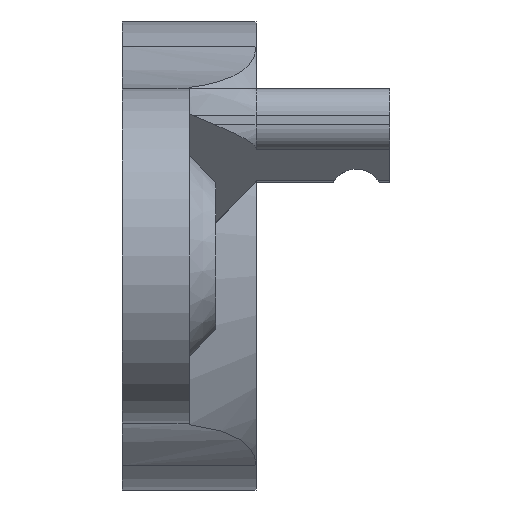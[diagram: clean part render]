
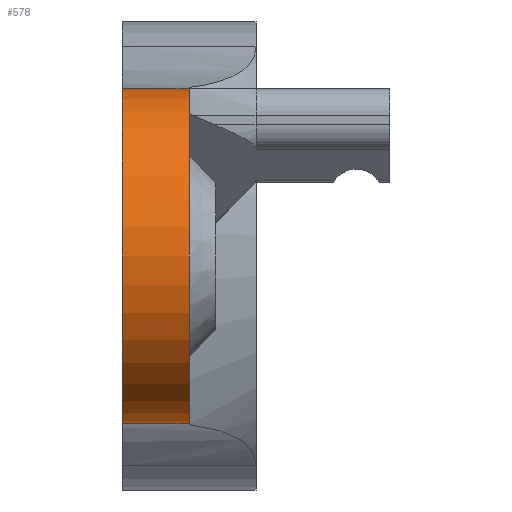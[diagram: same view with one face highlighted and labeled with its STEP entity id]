
A CAD part, left-side view. The second image highlights one B-rep face of the part: STEP entity #578.
In plain terms, the highlighted cylindrical face has radius 12.5 mm (diameter 25 mm), a partial arc.
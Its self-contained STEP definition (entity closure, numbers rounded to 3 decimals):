
#322 = EDGE_LOOP ( 'NONE', ( #1351, #355, #1210, #1199 ) ) ;
#355 = ORIENTED_EDGE ( 'NONE', *, *, #1330, .F. ) ;
#401 = LINE ( 'NONE', #1488, #3751 ) ;
#465 = CARTESIAN_POINT ( 'NONE',  ( -65., 5., 12.5 ) ) ;
#578 = ADVANCED_FACE ( 'NONE', ( #2915 ), #1886, .T. ) ;
#585 = DIRECTION ( 'NONE',  ( 0., 0., -1. ) ) ;
#1155 = DIRECTION ( 'NONE',  ( 0., 1., 0. ) ) ;
#1168 = CARTESIAN_POINT ( 'NONE',  ( -65., 5., -12.5 ) ) ;
#1199 = ORIENTED_EDGE ( 'NONE', *, *, #2312, .T. ) ;
#1210 = ORIENTED_EDGE ( 'NONE', *, *, #2018, .T. ) ;
#1330 = EDGE_CURVE ( 'NONE', #1920, #1562, #401, .T. ) ;
#1351 = ORIENTED_EDGE ( 'NONE', *, *, #1705, .F. ) ;
#1488 = CARTESIAN_POINT ( 'NONE',  ( -65., 5., -12.5 ) ) ;
#1556 = DIRECTION ( 'NONE',  ( 0., 0., 1. ) ) ;
#1562 = VERTEX_POINT ( 'NONE', #3863 ) ;
#1581 = CIRCLE ( 'NONE', #3218, 12.5 ) ;
#1705 = EDGE_CURVE ( 'NONE', #1562, #2449, #3454, .T. ) ;
#1743 = DIRECTION ( 'NONE',  ( 0., 1., 0. ) ) ;
#1886 = CYLINDRICAL_SURFACE ( 'NONE', #3746, 12.5 ) ;
#1920 = VERTEX_POINT ( 'NONE', #1168 ) ;
#2018 = EDGE_CURVE ( 'NONE', #1920, #3773, #1581, .T. ) ;
#2312 = EDGE_CURVE ( 'NONE', #3773, #2449, #4095, .T. ) ;
#2449 = VERTEX_POINT ( 'NONE', #3744 ) ;
#2492 = CARTESIAN_POINT ( 'NONE',  ( -65., 5., 0. ) ) ;
#2524 = DIRECTION ( 'NONE',  ( 0., 1., 0. ) ) ;
#2543 = CARTESIAN_POINT ( 'NONE',  ( -65., 5., 0. ) ) ;
#2787 = DIRECTION ( 'NONE',  ( 0., 0., 1. ) ) ;
#2915 = FACE_OUTER_BOUND ( 'NONE', #322, .T. ) ;
#3218 = AXIS2_PLACEMENT_3D ( 'NONE', #2492, #2524, #1556 ) ;
#3364 = CARTESIAN_POINT ( 'NONE',  ( -65., 10., 0. ) ) ;
#3454 = CIRCLE ( 'NONE', #3694, 12.5 ) ;
#3659 = CARTESIAN_POINT ( 'NONE',  ( -65., 5., 12.5 ) ) ;
#3694 = AXIS2_PLACEMENT_3D ( 'NONE', #3364, #1155, #2787 ) ;
#3744 = CARTESIAN_POINT ( 'NONE',  ( -65., 10., 12.5 ) ) ;
#3746 = AXIS2_PLACEMENT_3D ( 'NONE', #2543, #3834, #585 ) ;
#3751 = VECTOR ( 'NONE', #4047, 1000. ) ;
#3773 = VERTEX_POINT ( 'NONE', #3659 ) ;
#3834 = DIRECTION ( 'NONE',  ( 0., 1., 0. ) ) ;
#3863 = CARTESIAN_POINT ( 'NONE',  ( -65., 10., -12.5 ) ) ;
#4047 = DIRECTION ( 'NONE',  ( 0., 1., 0. ) ) ;
#4095 = LINE ( 'NONE', #465, #4206 ) ;
#4206 = VECTOR ( 'NONE', #1743, 1000. ) ;
